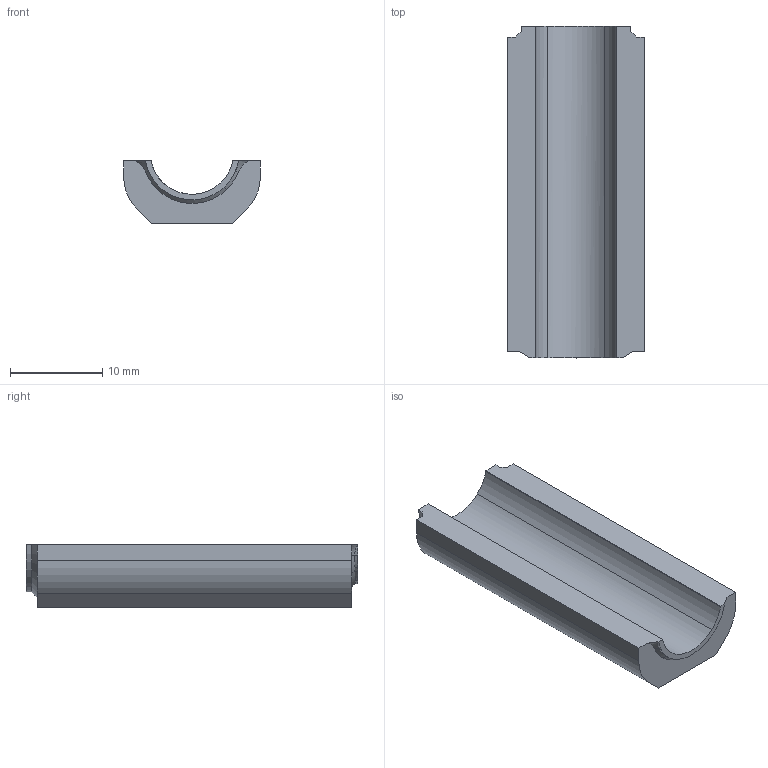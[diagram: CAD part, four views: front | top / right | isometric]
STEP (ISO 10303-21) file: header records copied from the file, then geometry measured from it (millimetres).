
FILE_DESCRIPTION(/* description */ ('','CAx-IF Rec.Pracs.---Representation and Presentation of Product Manufacturing Information (PMI)---4.0---2014-10-13'),/* implementation_level */ '2;1');
FILE_NAME(/* name */ 'OSSM v2 AIO PCB Backpack - Wire Cover.step',/* time_stamp */ '2024-12-19T22:59:06-05:00',/* author */ (''),/* organization */ (''),/* preprocessor_version */ 'ST-DEVELOPER v20',/* originating_system */ 'Autodesk Translation Framework v13.20.0.188',/* authorisation */ '');
FILE_SCHEMA (('AUTOMOTIVE_DESIGN { 1 0 10303 214 3 1 1 }','AP242_MANAGED_MODEL_BASED_3D_ENGINEERING_MIM_LF { 1 0 10303 442 1 1 4 }'));
Length unit declared in the file: millimetre
Products named in the file (1): OSSM v2 AIO PCB Backpack - Wire Cover
Bounding box: 14.8 x 35.91 x 6.8 mm (x, y, z)
Volume: 2291.6 mm3; surface area: 1640.5 mm2
Topology: 1 solids, 1 shells, 38 faces, 103 edges, 67 vertices
Faces by surface type: plane 15, bspline 11, cylinder 10, cone 2
Entity records: 1919 total; most frequent: CARTESIAN_POINT 997, ORIENTED_EDGE 206, DIRECTION 149, EDGE_CURVE 103, VERTEX_POINT 67, LINE 55, VECTOR 55, AXIS2_PLACEMENT_3D 47
